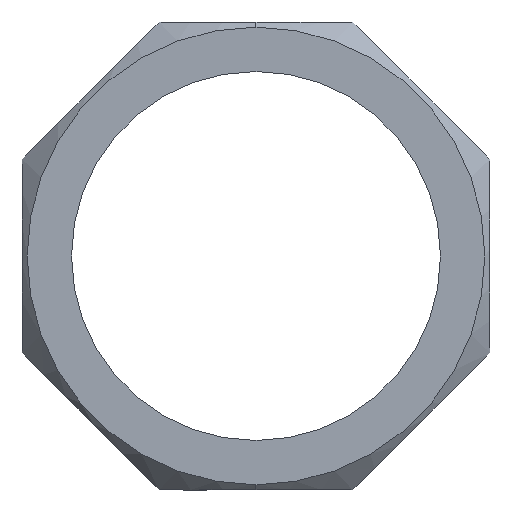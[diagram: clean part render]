
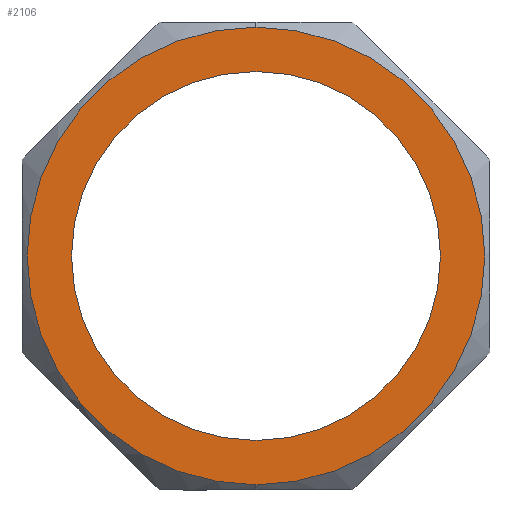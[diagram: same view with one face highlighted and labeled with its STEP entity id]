
A CAD part, left-side view. The second image highlights one B-rep face of the part: STEP entity #2106.
In plain terms, the highlighted planar face has unit normal (-1, 0, 0).
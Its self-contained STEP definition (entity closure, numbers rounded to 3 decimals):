
#8 = EDGE_LOOP ( 'NONE', ( #3945, #2363 ) ) ;
#186 = CARTESIAN_POINT ( 'NONE',  ( -14., 0., -33.5 ) ) ;
#547 = DIRECTION ( 'NONE',  ( 1., 0., 0. ) ) ;
#561 = CARTESIAN_POINT ( 'NONE',  ( -14., 0., 41.559 ) ) ;
#592 = EDGE_CURVE ( 'NONE', #1496, #3010, #3662, .T. ) ;
#618 = DIRECTION ( 'NONE',  ( 0., 0., -1. ) ) ;
#689 = CARTESIAN_POINT ( 'NONE',  ( -14., 0., 0. ) ) ;
#779 = DIRECTION ( 'NONE',  ( 1., 0., 0. ) ) ;
#1041 = CARTESIAN_POINT ( 'NONE',  ( -14., 0., -41.559 ) ) ;
#1200 = CARTESIAN_POINT ( 'NONE',  ( -14., 0., 0. ) ) ;
#1314 = CARTESIAN_POINT ( 'NONE',  ( -14., 0., 0. ) ) ;
#1438 = AXIS2_PLACEMENT_3D ( 'NONE', #1630, #1982, #3140 ) ;
#1496 = VERTEX_POINT ( 'NONE', #186 ) ;
#1529 = PLANE ( 'NONE',  #3895 ) ;
#1627 = EDGE_CURVE ( 'NONE', #3010, #1496, #2041, .T. ) ;
#1630 = CARTESIAN_POINT ( 'NONE',  ( -14., 0., 0. ) ) ;
#1893 = VERTEX_POINT ( 'NONE', #1041 ) ;
#1909 = EDGE_CURVE ( 'NONE', #2710, #1893, #4266, .T. ) ;
#1982 = DIRECTION ( 'NONE',  ( 1., 0., 0. ) ) ;
#2041 = CIRCLE ( 'NONE', #1438, 33.5 ) ;
#2106 = ADVANCED_FACE ( 'NONE', ( #2970, #4391 ), #1529, .F. ) ;
#2363 = ORIENTED_EDGE ( 'NONE', *, *, #592, .T. ) ;
#2514 = ORIENTED_EDGE ( 'NONE', *, *, #1909, .F. ) ;
#2612 = EDGE_CURVE ( 'NONE', #1893, #2710, #3379, .T. ) ;
#2625 = DIRECTION ( 'NONE',  ( 0., 0., -1. ) ) ;
#2710 = VERTEX_POINT ( 'NONE', #561 ) ;
#2833 = DIRECTION ( 'NONE',  ( 1., 0., 0. ) ) ;
#2970 = FACE_BOUND ( 'NONE', #8, .T. ) ;
#3010 = VERTEX_POINT ( 'NONE', #3574 ) ;
#3032 = DIRECTION ( 'NONE',  ( 1., 0., 0. ) ) ;
#3067 = CARTESIAN_POINT ( 'NONE',  ( -14., 0., 0. ) ) ;
#3140 = DIRECTION ( 'NONE',  ( 0., 0., -1. ) ) ;
#3379 = CIRCLE ( 'NONE', #4192, 41.559 ) ;
#3436 = DIRECTION ( 'NONE',  ( 0., 0., -1. ) ) ;
#3501 = EDGE_LOOP ( 'NONE', ( #3829, #2514 ) ) ;
#3510 = AXIS2_PLACEMENT_3D ( 'NONE', #3067, #547, #618 ) ;
#3574 = CARTESIAN_POINT ( 'NONE',  ( -14., 0., 33.5 ) ) ;
#3662 = CIRCLE ( 'NONE', #3510, 33.5 ) ;
#3829 = ORIENTED_EDGE ( 'NONE', *, *, #2612, .F. ) ;
#3895 = AXIS2_PLACEMENT_3D ( 'NONE', #1200, #779, #2625 ) ;
#3945 = ORIENTED_EDGE ( 'NONE', *, *, #1627, .T. ) ;
#4051 = AXIS2_PLACEMENT_3D ( 'NONE', #689, #2833, #4258 ) ;
#4192 = AXIS2_PLACEMENT_3D ( 'NONE', #1314, #3032, #3436 ) ;
#4258 = DIRECTION ( 'NONE',  ( 0., 0., -1. ) ) ;
#4266 = CIRCLE ( 'NONE', #4051, 41.559 ) ;
#4391 = FACE_OUTER_BOUND ( 'NONE', #3501, .T. ) ;
